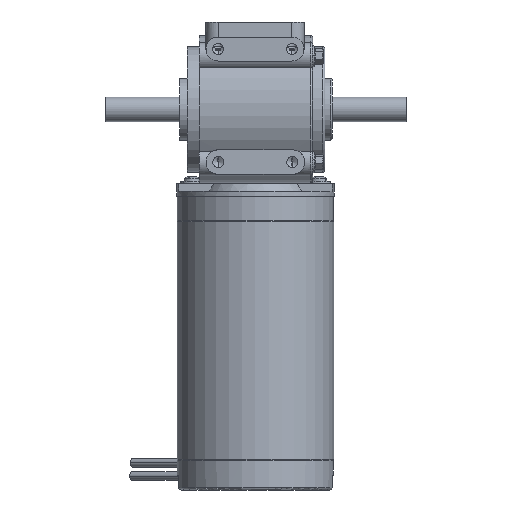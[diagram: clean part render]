
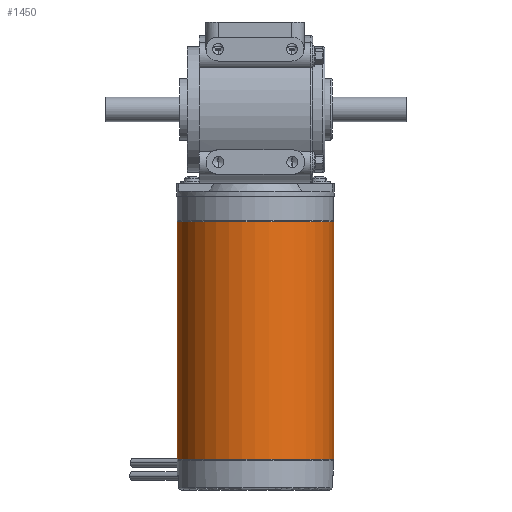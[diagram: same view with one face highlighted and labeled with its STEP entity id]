
A CAD part, front view. The second image highlights one B-rep face of the part: STEP entity #1450.
In plain terms, the highlighted cylindrical face has radius 31.8 mm (diameter 63.6 mm), a partial arc.
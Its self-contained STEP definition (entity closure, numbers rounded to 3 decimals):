
#427 = EDGE_CURVE ( 'NONE', #7212, #2267, #8886, .T. ) ;
#576 = DIRECTION ( 'NONE',  ( 1., 0., 0. ) ) ;
#1007 = AXIS2_PLACEMENT_3D ( 'NONE', #11320, #5450, #12306 ) ;
#1177 = LINE ( 'NONE', #7852, #11477 ) ;
#1371 = VERTEX_POINT ( 'NONE', #2097 ) ;
#1450 = ADVANCED_FACE ( 'NONE', ( #5825 ), #12437, .T. ) ;
#2097 = CARTESIAN_POINT ( 'NONE',  ( 31.8, 0., 109. ) ) ;
#2267 = VERTEX_POINT ( 'NONE', #3086 ) ;
#3086 = CARTESIAN_POINT ( 'NONE',  ( 31.8, 0., 12.5 ) ) ;
#3590 = VERTEX_POINT ( 'NONE', #6651 ) ;
#4043 = DIRECTION ( 'NONE',  ( 0., 0., -1. ) ) ;
#4092 = DIRECTION ( 'NONE',  ( -1., 0., 0. ) ) ;
#4152 = ORIENTED_EDGE ( 'NONE', *, *, #7021, .F. ) ;
#4462 = ORIENTED_EDGE ( 'NONE', *, *, #11213, .T. ) ;
#5450 = DIRECTION ( 'NONE',  ( 0., 0., -1. ) ) ;
#5745 = DIRECTION ( 'NONE',  ( 0., 0., -1. ) ) ;
#5825 = FACE_OUTER_BOUND ( 'NONE', #5867, .T. ) ;
#5867 = EDGE_LOOP ( 'NONE', ( #4152, #4462, #7072, #9976 ) ) ;
#6644 = DIRECTION ( 'NONE',  ( 0., 0., 1. ) ) ;
#6651 = CARTESIAN_POINT ( 'NONE',  ( -31.8, 0., 109. ) ) ;
#6991 = AXIS2_PLACEMENT_3D ( 'NONE', #11666, #4043, #4092 ) ;
#7021 = EDGE_CURVE ( 'NONE', #1371, #2267, #9119, .T. ) ;
#7072 = ORIENTED_EDGE ( 'NONE', *, *, #10499, .T. ) ;
#7212 = VERTEX_POINT ( 'NONE', #7886 ) ;
#7852 = CARTESIAN_POINT ( 'NONE',  ( -31.8, 0., 109.5 ) ) ;
#7886 = CARTESIAN_POINT ( 'NONE',  ( -31.8, 0., 12.5 ) ) ;
#7895 = CIRCLE ( 'NONE', #1007, 31.8 ) ;
#8886 = CIRCLE ( 'NONE', #12804, 31.8 ) ;
#9119 = LINE ( 'NONE', #11621, #11442 ) ;
#9976 = ORIENTED_EDGE ( 'NONE', *, *, #427, .T. ) ;
#10499 = EDGE_CURVE ( 'NONE', #3590, #7212, #1177, .T. ) ;
#11213 = EDGE_CURVE ( 'NONE', #1371, #3590, #7895, .T. ) ;
#11320 = CARTESIAN_POINT ( 'NONE',  ( 0., 0., 109. ) ) ;
#11442 = VECTOR ( 'NONE', #5745, 1000. ) ;
#11477 = VECTOR ( 'NONE', #12838, 1000. ) ;
#11621 = CARTESIAN_POINT ( 'NONE',  ( 31.8, 0., 109.5 ) ) ;
#11666 = CARTESIAN_POINT ( 'NONE',  ( 0., 0., 109.5 ) ) ;
#12306 = DIRECTION ( 'NONE',  ( 1., 0., 0. ) ) ;
#12437 = CYLINDRICAL_SURFACE ( 'NONE', #6991, 31.8 ) ;
#12518 = CARTESIAN_POINT ( 'NONE',  ( 0., 0., 12.5 ) ) ;
#12804 = AXIS2_PLACEMENT_3D ( 'NONE', #12518, #6644, #576 ) ;
#12838 = DIRECTION ( 'NONE',  ( 0., 0., -1. ) ) ;
